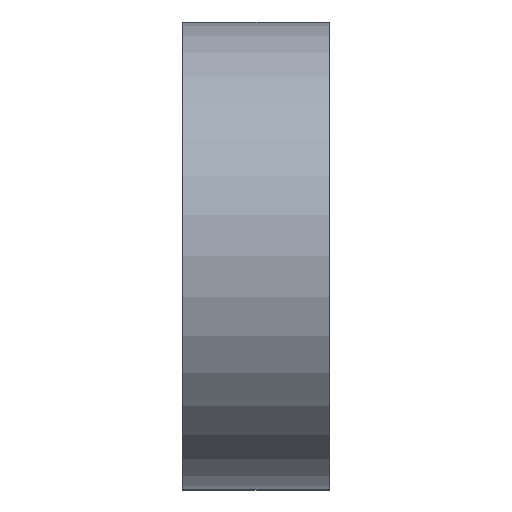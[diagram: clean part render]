
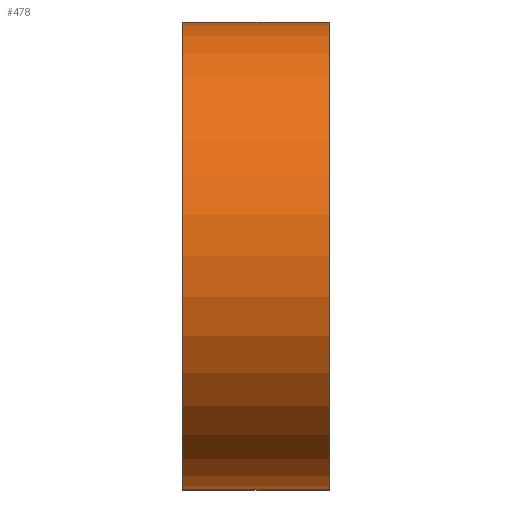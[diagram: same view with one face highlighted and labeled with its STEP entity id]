
A CAD part, left-side view. The second image highlights one B-rep face of the part: STEP entity #478.
In plain terms, the highlighted cylindrical face has radius 16 mm (diameter 32 mm), a partial arc.
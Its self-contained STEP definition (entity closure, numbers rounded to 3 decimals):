
#39 = EDGE_CURVE ( 'NONE', #535, #805, #295, .T. ) ;
#41 = AXIS2_PLACEMENT_3D ( 'NONE', #126, #184, #240 ) ;
#52 = VERTEX_POINT ( 'NONE', #55 ) ;
#55 = CARTESIAN_POINT ( 'NONE',  ( 0., 0., 16. ) ) ;
#64 = VERTEX_POINT ( 'NONE', #746 ) ;
#67 = AXIS2_PLACEMENT_3D ( 'NONE', #708, #521, #136 ) ;
#105 = ORIENTED_EDGE ( 'NONE', *, *, #780, .F. ) ;
#126 = CARTESIAN_POINT ( 'NONE',  ( 0., 0., 0. ) ) ;
#128 = DIRECTION ( 'NONE',  ( 0., 0., -1. ) ) ;
#136 = DIRECTION ( 'NONE',  ( 0., 0., 1. ) ) ;
#168 = VECTOR ( 'NONE', #354, 1000. ) ;
#178 = ORIENTED_EDGE ( 'NONE', *, *, #429, .T. ) ;
#182 = DIRECTION ( 'NONE',  ( 0., -1., 0. ) ) ;
#184 = DIRECTION ( 'NONE',  ( 0., 1., 0. ) ) ;
#186 = CARTESIAN_POINT ( 'NONE',  ( 0., 10., 16. ) ) ;
#240 = DIRECTION ( 'NONE',  ( 0., 0., 1. ) ) ;
#284 = VECTOR ( 'NONE', #580, 1000. ) ;
#288 = CARTESIAN_POINT ( 'NONE',  ( 0., 10., -16. ) ) ;
#295 = LINE ( 'NONE', #288, #168 ) ;
#326 = CIRCLE ( 'NONE', #41, 16. ) ;
#354 = DIRECTION ( 'NONE',  ( 0., -1., 0. ) ) ;
#393 = EDGE_LOOP ( 'NONE', ( #456, #105, #702, #178 ) ) ;
#399 = CARTESIAN_POINT ( 'NONE',  ( 0., 10., -16. ) ) ;
#417 = AXIS2_PLACEMENT_3D ( 'NONE', #448, #182, #128 ) ;
#429 = EDGE_CURVE ( 'NONE', #805, #52, #326, .T. ) ;
#448 = CARTESIAN_POINT ( 'NONE',  ( 0., 10., 0. ) ) ;
#454 = CARTESIAN_POINT ( 'NONE',  ( 0., 0., -16. ) ) ;
#456 = ORIENTED_EDGE ( 'NONE', *, *, #709, .F. ) ;
#466 = FACE_OUTER_BOUND ( 'NONE', #393, .T. ) ;
#478 = ADVANCED_FACE ( 'NONE', ( #466 ), #792, .T. ) ;
#521 = DIRECTION ( 'NONE',  ( 0., 1., 0. ) ) ;
#535 = VERTEX_POINT ( 'NONE', #399 ) ;
#550 = LINE ( 'NONE', #186, #284 ) ;
#580 = DIRECTION ( 'NONE',  ( 0., -1., 0. ) ) ;
#702 = ORIENTED_EDGE ( 'NONE', *, *, #39, .T. ) ;
#708 = CARTESIAN_POINT ( 'NONE',  ( 0., 10., 0. ) ) ;
#709 = EDGE_CURVE ( 'NONE', #64, #52, #550, .T. ) ;
#746 = CARTESIAN_POINT ( 'NONE',  ( 0., 10., 16. ) ) ;
#780 = EDGE_CURVE ( 'NONE', #535, #64, #802, .T. ) ;
#792 = CYLINDRICAL_SURFACE ( 'NONE', #417, 16. ) ;
#802 = CIRCLE ( 'NONE', #67, 16. ) ;
#805 = VERTEX_POINT ( 'NONE', #454 ) ;
